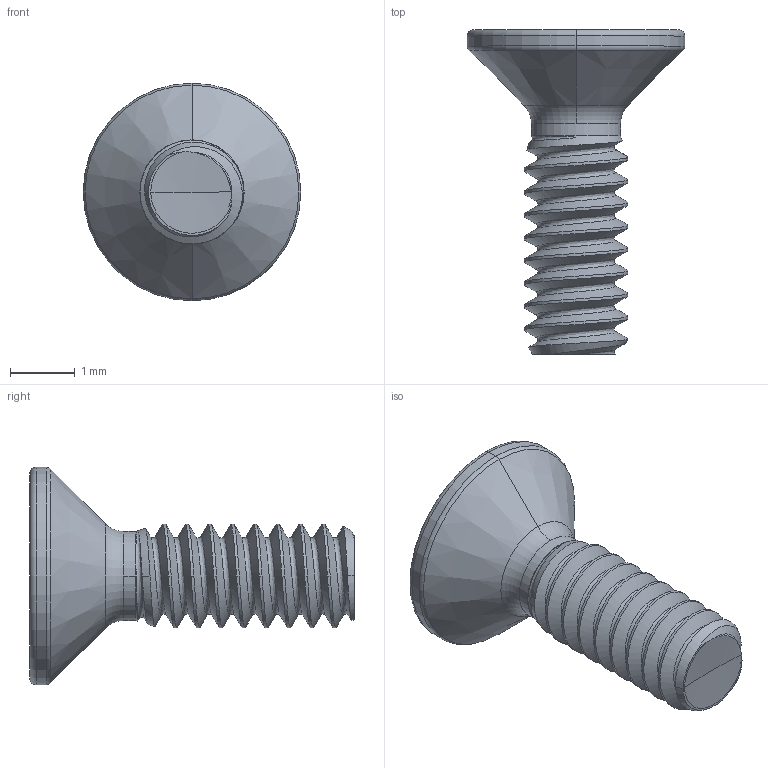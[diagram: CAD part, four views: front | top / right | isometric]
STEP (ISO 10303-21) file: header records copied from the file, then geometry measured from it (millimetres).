
FILE_DESCRIPTION (( 'STEP AP203' ), '1' );
FILE_NAME ('STM410160050.STEP', '2020-12-18T16:42:54', ( '' ), ( '' ), 'SwSTEP 2.0', 'SolidWorks 2015', '' );
FILE_SCHEMA (( 'CONFIG_CONTROL_DESIGN' ));
Length unit declared in the file: millimetre
Products named in the file (2): STM410160050
Bounding box: 3.35 x 5 x 3.35 mm (x, y, z)
Volume: 11.8 mm3; surface area: 51.7 mm2
Topology: 1 solids, 1 shells, 88 faces, 225 edges, 138 vertices
Faces by surface type: cylinder 41, bspline 18, cone 13, torus 12, sphere 2, plane 2
Entity records: 11195 total; most frequent: CARTESIAN_POINT 9213, ORIENTED_EDGE 446, DIRECTION 312, EDGE_CURVE 223, VERTEX_POINT 138, AXIS2_PLACEMENT_3D 130, EDGE_LOOP 89, FACE_OUTER_BOUND 88
